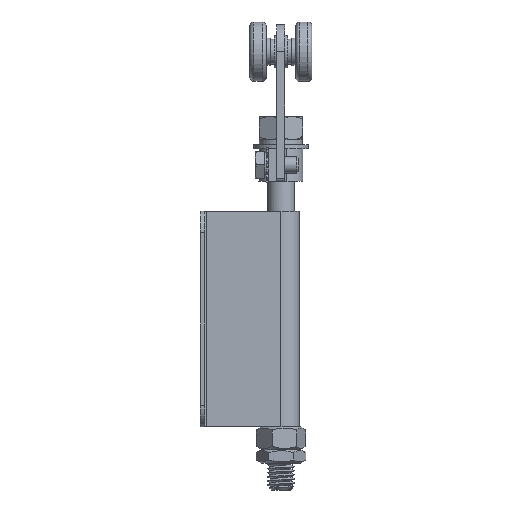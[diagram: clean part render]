
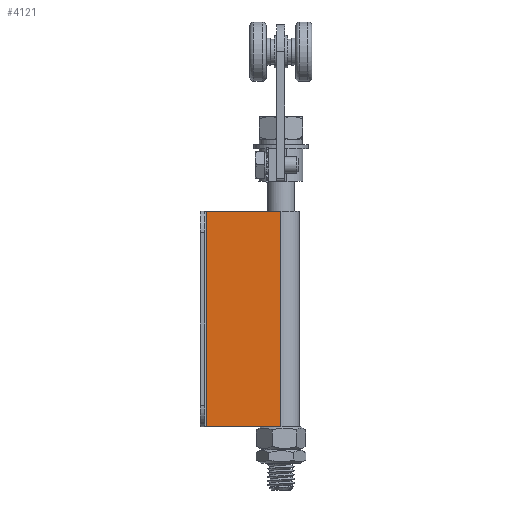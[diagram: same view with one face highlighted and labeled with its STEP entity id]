
A CAD part, left-side view. The second image highlights one B-rep face of the part: STEP entity #4121.
In plain terms, the highlighted planar face has unit normal (-1, 0, 0).
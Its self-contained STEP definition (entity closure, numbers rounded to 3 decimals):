
#297=LINE('',#9717,#560);
#298=LINE('',#9723,#561);
#301=LINE('',#9731,#564);
#302=LINE('',#9733,#565);
#560=VECTOR('',#5465,27.7);
#561=VECTOR('',#5472,27.7);
#564=VECTOR('',#5481,80.);
#565=VECTOR('',#5484,80.);
#818=PLANE('',#4523);
#1148=FACE_OUTER_BOUND('',#1487,.T.);
#1487=EDGE_LOOP('',(#3392,#3393,#3394,#3395));
#2065=VERTEX_POINT('',#9714);
#2066=VERTEX_POINT('',#9716);
#2067=VERTEX_POINT('',#9720);
#2068=VERTEX_POINT('',#9722);
#2534=EDGE_CURVE('',#2066,#2065,#297,.T.);
#2537=EDGE_CURVE('',#2068,#2067,#298,.T.);
#2542=EDGE_CURVE('',#2067,#2066,#301,.T.);
#2543=EDGE_CURVE('',#2068,#2065,#302,.T.);
#3392=ORIENTED_EDGE('',*,*,#2534,.T.);
#3393=ORIENTED_EDGE('',*,*,#2543,.F.);
#3394=ORIENTED_EDGE('',*,*,#2537,.T.);
#3395=ORIENTED_EDGE('',*,*,#2542,.T.);
#4121=ADVANCED_FACE('',(#1148),#818,.T.);
#4523=AXIS2_PLACEMENT_3D('',#9732,#5482,#5483);
#5465=DIRECTION('',(0.,1.,0.));
#5472=DIRECTION('',(0.,-1.,0.));
#5481=DIRECTION('',(0.,0.,1.));
#5482=DIRECTION('center_axis',(-1.,0.,0.));
#5483=DIRECTION('ref_axis',(0.,0.,1.));
#5484=DIRECTION('',(0.,0.,1.));
#9714=CARTESIAN_POINT('',(23.15,30.,80.));
#9716=CARTESIAN_POINT('',(23.15,2.3,80.));
#9717=CARTESIAN_POINT('',(23.15,30.,80.));
#9720=CARTESIAN_POINT('',(23.15,2.3,0.));
#9722=CARTESIAN_POINT('',(23.15,30.,0.));
#9723=CARTESIAN_POINT('',(23.15,30.,0.));
#9731=CARTESIAN_POINT('',(23.15,2.3,0.));
#9732=CARTESIAN_POINT('Origin',(23.15,2.3,0.));
#9733=CARTESIAN_POINT('',(23.15,30.,0.));
